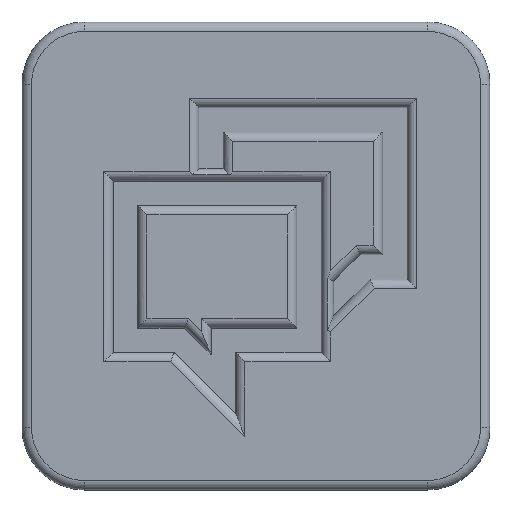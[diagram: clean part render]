
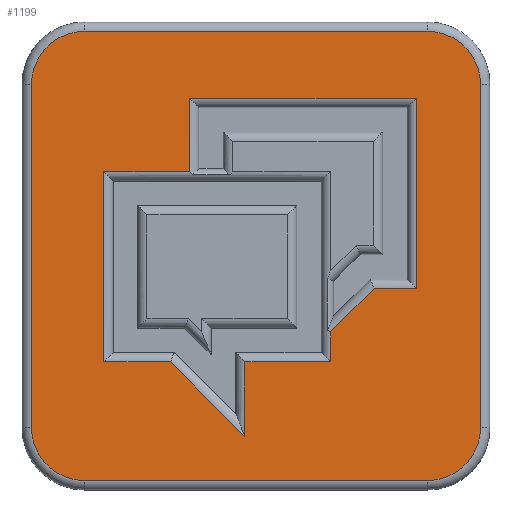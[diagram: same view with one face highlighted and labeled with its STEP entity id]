
A CAD part, top view. The second image highlights one B-rep face of the part: STEP entity #1199.
In plain terms, the highlighted planar face has unit normal (0, 0, 1).
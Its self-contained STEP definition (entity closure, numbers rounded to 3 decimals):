
#19=FACE_BOUND('',#174,.T.);
#21=CIRCLE('',#1310,1.7);
#22=CIRCLE('',#1311,1.7);
#23=CIRCLE('',#1312,1.7);
#24=CIRCLE('',#1313,1.7);
#46=PLANE('',#1309);
#99=FACE_OUTER_BOUND('',#173,.T.);
#173=EDGE_LOOP('',(#892,#893,#894,#895,#896,#897,#898,#899));
#174=EDGE_LOOP('',(#900,#901,#902,#903,#904,#905,#906,#907,#908,#909,#910,
#911));
#282=LINE('',#1840,#408);
#284=LINE('',#1849,#410);
#288=LINE('',#1861,#414);
#291=LINE('',#1871,#417);
#292=LINE('',#1874,#418);
#295=LINE('',#1880,#421);
#297=LINE('',#1884,#423);
#301=LINE('',#1899,#427);
#303=LINE('',#1908,#429);
#304=LINE('',#1912,#430);
#305=LINE('',#1916,#431);
#306=LINE('',#1919,#432);
#307=LINE('',#1921,#433);
#308=LINE('',#1923,#434);
#309=LINE('',#1925,#435);
#310=LINE('',#1926,#436);
#408=VECTOR('',#1462,10.);
#410=VECTOR('',#1470,10.);
#414=VECTOR('',#1480,10.);
#417=VECTOR('',#1489,10.);
#418=VECTOR('',#1494,10.);
#421=VECTOR('',#1499,10.);
#423=VECTOR('',#1505,10.);
#427=VECTOR('',#1521,10.);
#429=VECTOR('',#1529,10.);
#430=VECTOR('',#1532,10.);
#431=VECTOR('',#1535,10.);
#432=VECTOR('',#1538,10.);
#433=VECTOR('',#1539,10.);
#434=VECTOR('',#1540,10.);
#435=VECTOR('',#1541,10.);
#436=VECTOR('',#1542,10.);
#533=VERTEX_POINT('',#1837);
#534=VERTEX_POINT('',#1839);
#537=VERTEX_POINT('',#1846);
#538=VERTEX_POINT('',#1848);
#542=VERTEX_POINT('',#1859);
#543=VERTEX_POINT('',#1860);
#547=VERTEX_POINT('',#1870);
#549=VERTEX_POINT('',#1879);
#554=VERTEX_POINT('',#1898);
#556=VERTEX_POINT('',#1904);
#557=VERTEX_POINT('',#1905);
#558=VERTEX_POINT('',#1907);
#559=VERTEX_POINT('',#1909);
#560=VERTEX_POINT('',#1911);
#561=VERTEX_POINT('',#1913);
#562=VERTEX_POINT('',#1915);
#563=VERTEX_POINT('',#1917);
#564=VERTEX_POINT('',#1920);
#565=VERTEX_POINT('',#1922);
#566=VERTEX_POINT('',#1924);
#650=EDGE_CURVE('',#533,#534,#282,.T.);
#654=EDGE_CURVE('',#537,#538,#284,.T.);
#660=EDGE_CURVE('',#542,#543,#288,.T.);
#665=EDGE_CURVE('',#543,#547,#291,.T.);
#667=EDGE_CURVE('',#538,#542,#292,.T.);
#670=EDGE_CURVE('',#547,#549,#295,.T.);
#673=EDGE_CURVE('',#549,#533,#297,.T.);
#680=EDGE_CURVE('',#534,#554,#301,.T.);
#683=EDGE_CURVE('',#556,#557,#21,.T.);
#684=EDGE_CURVE('',#558,#556,#303,.T.);
#685=EDGE_CURVE('',#559,#558,#22,.T.);
#686=EDGE_CURVE('',#560,#559,#304,.T.);
#687=EDGE_CURVE('',#561,#560,#23,.T.);
#688=EDGE_CURVE('',#562,#561,#305,.T.);
#689=EDGE_CURVE('',#563,#562,#24,.T.);
#690=EDGE_CURVE('',#557,#563,#306,.T.);
#691=EDGE_CURVE('',#564,#537,#307,.T.);
#692=EDGE_CURVE('',#565,#564,#308,.T.);
#693=EDGE_CURVE('',#566,#565,#309,.T.);
#694=EDGE_CURVE('',#554,#566,#310,.T.);
#892=ORIENTED_EDGE('',*,*,#683,.F.);
#893=ORIENTED_EDGE('',*,*,#684,.F.);
#894=ORIENTED_EDGE('',*,*,#685,.F.);
#895=ORIENTED_EDGE('',*,*,#686,.F.);
#896=ORIENTED_EDGE('',*,*,#687,.F.);
#897=ORIENTED_EDGE('',*,*,#688,.F.);
#898=ORIENTED_EDGE('',*,*,#689,.F.);
#899=ORIENTED_EDGE('',*,*,#690,.F.);
#900=ORIENTED_EDGE('',*,*,#650,.F.);
#901=ORIENTED_EDGE('',*,*,#673,.F.);
#902=ORIENTED_EDGE('',*,*,#670,.F.);
#903=ORIENTED_EDGE('',*,*,#665,.F.);
#904=ORIENTED_EDGE('',*,*,#660,.F.);
#905=ORIENTED_EDGE('',*,*,#667,.F.);
#906=ORIENTED_EDGE('',*,*,#654,.F.);
#907=ORIENTED_EDGE('',*,*,#691,.F.);
#908=ORIENTED_EDGE('',*,*,#692,.F.);
#909=ORIENTED_EDGE('',*,*,#693,.F.);
#910=ORIENTED_EDGE('',*,*,#694,.F.);
#911=ORIENTED_EDGE('',*,*,#680,.F.);
#1199=ADVANCED_FACE('',(#99,#19),#46,.T.);
#1309=AXIS2_PLACEMENT_3D('',#1903,#1525,#1526);
#1310=AXIS2_PLACEMENT_3D('',#1906,#1527,#1528);
#1311=AXIS2_PLACEMENT_3D('',#1910,#1530,#1531);
#1312=AXIS2_PLACEMENT_3D('',#1914,#1533,#1534);
#1313=AXIS2_PLACEMENT_3D('',#1918,#1536,#1537);
#1462=DIRECTION('',(0.,1.,0.));
#1470=DIRECTION('',(-1.,0.,0.));
#1480=DIRECTION('',(1.,0.,0.));
#1489=DIRECTION('',(0.707,-0.707,0.));
#1494=DIRECTION('',(0.,-1.,0.));
#1499=DIRECTION('',(0.,1.,0.));
#1505=DIRECTION('',(1.,0.,0.));
#1521=DIRECTION('',(0.707,0.707,0.));
#1525=DIRECTION('center_axis',(0.,0.,1.));
#1526=DIRECTION('ref_axis',(1.,0.,0.));
#1527=DIRECTION('center_axis',(0.,0.,-1.));
#1528=DIRECTION('ref_axis',(0.707,0.707,0.));
#1529=DIRECTION('',(1.,0.,0.));
#1530=DIRECTION('center_axis',(0.,0.,-1.));
#1531=DIRECTION('ref_axis',(-0.707,0.707,0.));
#1532=DIRECTION('',(0.,1.,0.));
#1533=DIRECTION('center_axis',(0.,0.,-1.));
#1534=DIRECTION('ref_axis',(-0.707,-0.707,0.));
#1535=DIRECTION('',(-1.,0.,0.));
#1536=DIRECTION('center_axis',(0.,0.,-1.));
#1537=DIRECTION('ref_axis',(0.707,-0.707,0.));
#1538=DIRECTION('',(0.,-1.,0.));
#1539=DIRECTION('',(0.,-1.,0.));
#1540=DIRECTION('',(-1.,0.,0.));
#1541=DIRECTION('',(0.,1.,0.));
#1542=DIRECTION('',(1.,0.,0.));
#1837=CARTESIAN_POINT('',(2.394,-3.394,0.));
#1839=CARTESIAN_POINT('',(2.394,-2.433,0.));
#1840=CARTESIAN_POINT('',(2.394,1.201,0.));
#1846=CARTESIAN_POINT('',(-2.132,2.702,0.));
#1848=CARTESIAN_POINT('',(-4.881,2.702,0.));
#1849=CARTESIAN_POINT('',(-2.29,2.702,0.));
#1859=CARTESIAN_POINT('',(-4.881,-3.394,0.));
#1860=CARTESIAN_POINT('',(-2.742,-3.394,0.));
#1861=CARTESIAN_POINT('',(-1.309,-3.394,0.));
#1870=CARTESIAN_POINT('',(-0.355,-5.782,0.));
#1871=CARTESIAN_POINT('',(-1.967,-4.169,0.));
#1874=CARTESIAN_POINT('',(-4.881,-1.547,0.));
#1879=CARTESIAN_POINT('',(-0.355,-3.394,0.));
#1880=CARTESIAN_POINT('',(-0.355,-1.547,0.));
#1884=CARTESIAN_POINT('',(1.047,-3.394,0.));
#1898=CARTESIAN_POINT('',(3.789,-1.039,0.));
#1899=CARTESIAN_POINT('',(3.145,-1.682,0.));
#1903=CARTESIAN_POINT('Origin',(0.,0.,0.));
#1904=CARTESIAN_POINT('',(5.5,7.2,0.));
#1905=CARTESIAN_POINT('',(7.2,5.5,0.));
#1906=CARTESIAN_POINT('Origin',(5.5,5.5,0.));
#1907=CARTESIAN_POINT('',(-5.5,7.2,0.));
#1908=CARTESIAN_POINT('',(-3.75,7.2,0.));
#1909=CARTESIAN_POINT('',(-7.2,5.5,0.));
#1910=CARTESIAN_POINT('Origin',(-5.5,5.5,0.));
#1911=CARTESIAN_POINT('',(-7.2,-5.5,0.));
#1912=CARTESIAN_POINT('',(-7.2,-3.75,0.));
#1913=CARTESIAN_POINT('',(-5.5,-7.2,0.));
#1914=CARTESIAN_POINT('Origin',(-5.5,-5.5,0.));
#1915=CARTESIAN_POINT('',(5.5,-7.2,0.));
#1916=CARTESIAN_POINT('',(3.75,-7.2,0.));
#1917=CARTESIAN_POINT('',(7.2,-5.5,0.));
#1918=CARTESIAN_POINT('Origin',(5.5,-5.5,0.));
#1919=CARTESIAN_POINT('',(7.2,3.75,0.));
#1920=CARTESIAN_POINT('',(-2.132,5.058,0.));
#1921=CARTESIAN_POINT('',(-2.132,1.398,0.));
#1922=CARTESIAN_POINT('',(5.142,5.058,0.));
#1923=CARTESIAN_POINT('',(-0.916,5.058,0.));
#1924=CARTESIAN_POINT('',(5.142,-1.039,0.));
#1925=CARTESIAN_POINT('',(5.142,2.379,0.));
#1926=CARTESIAN_POINT('',(2.421,-1.039,0.));
